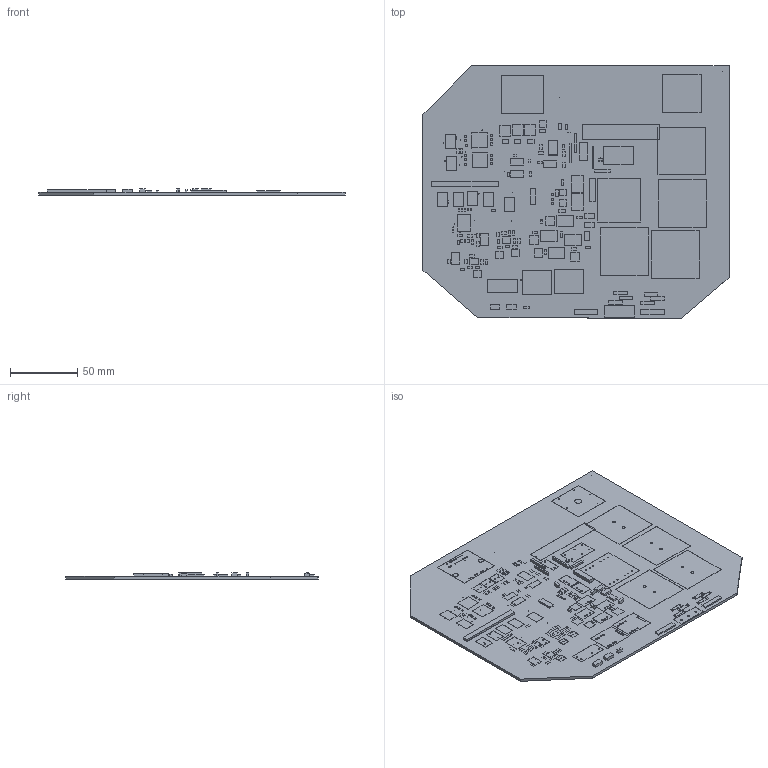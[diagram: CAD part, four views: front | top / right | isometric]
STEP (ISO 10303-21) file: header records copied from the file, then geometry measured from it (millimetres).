
FILE_DESCRIPTION(/* description */ (''),/* implementation_level */ '2;1');
FILE_NAME(/* name */ 'b200c9ad-5447-41b1-81d3-104a1bb374c2.stp',/* time_stamp */ '2023-12-28T06:50:37Z',/* author */ (''),/* organization */ (''),/* preprocessor_version */ 'ST-DEVELOPER v20',/* originating_system */ 'Autodesk Translation Framework v12.14.0.127',/* authorisation */ '');
FILE_SCHEMA (('AUTOMOTIVE_DESIGN { 1 0 10303 214 3 1 1 }'));
Length unit declared in the file: millimetre
Products named in the file (67): b200c9ad-5447-41b1-81d3-104a1bb374c2; PCB Component; Board; 0.1 uF; 10uF; TO236; LF353D; LM336-; 1k; M1206 (1); 1K_1; 1.5k; DS26LS31; DS26LS32; ADS8584SIPM; LM319M; DS26LS31_1; GMSTBV3; V250LT20AP; 0309/12; DSP2A-DC12V; 50 ohm 20W; 1N4004; HCPL-7510; 0.1uF; 150pF; DS26LS32_1; SOT23-BEC; PC817XI; R1206 (2); GMSTBV3_1; 3-PHASE-BRIDGE; 4700uF; 4700uF_1; 4700uF_2; 4700uF_3; 100 nF 450V; ADUM1310BRWZ-RL; ADUM1310BRWZ-RL_1; 10 uF ...
Assembly tree (157 placements, depth 3):
  b200c9ad-5447-41b1-81d3-104a1bb374c2
    PCB Component
      Board
      0.1 uF  x6
      10uF  x9
      TO236  x2
      LF353D  x2
      LM336-  x3
      1k  x14
      M1206 (1)  x2
      1K_1  x2
      1.5k
      DS26LS31
      DS26LS32
      ADS8584SIPM
      LM319M  x2
      DS26LS31_1
      GMSTBV3  x2
      V250LT20AP  x6
      0309/12  x2
      DSP2A-DC12V
      50 ohm 20W
      1N4004
      HCPL-7510
      0.1uF  x5
      150pF
      DS26LS32_1
      SOT23-BEC
      PC817XI  x3
      R1206 (2)  x4
      GMSTBV3_1
      3-PHASE-BRIDGE
      4700uF
      4700uF_1
      4700uF_2
      4700uF_3
      100 nF 450V
      ADUM1310BRWZ-RL
      ADUM1310BRWZ-RL_1
      10 uF
      0.1 uF_1  x4
      DS26LS32_2
      DS26LS32_3
      DS26LS31_2
      R0805W
      R0805
      LSPR-6-NP  x2
      120 ohm
      NFAQ1560R43T
      GND_CONNECT
      1 - 47uF  x3
      100 nF  x3
      1k_2
      100 nF_1  x4
      10 uF_1  x3
      PTR1PAD1-13  x15
      2540-
      10uF_1  x5
      MB6S  x3
      TRANSFORMERTHROUGH-HOLE
Bounding box: 227.08 x 187.32 x 4.68 mm (x, y, z)
Volume: 82775.6 mm3; surface area: 112930.3 mm2
Topology: 156 solids, 156 shells, 1295 faces, 2929 edges, 1946 vertices
Faces by surface type: plane 985, cylinder 310
Full cylindrical faces by diameter (mm): 0.089 x1, 0.35 x38, 0.6 x5, 0.8 x22, 0.813 x53, 0.89 x24, 0.9 x12, 1 x68, 1.016 x2, 1.1 x4, 1.118 x2, 1.2 x6, 1.3 x18, 1.321 x19, 1.397 x9, 1.6 x4, 2.007 x8, 3.9 x2, 5.08 x1
Entity records: 26637 total; most frequent: DIRECTION 4403, CARTESIAN_POINT 4028, ORIENTED_EDGE 3674, EDGE_CURVE 1837, AXIS2_PLACEMENT_3D 1593, EDGE_LOOP 1345, VERTEX_POINT 1218, LINE 1217
